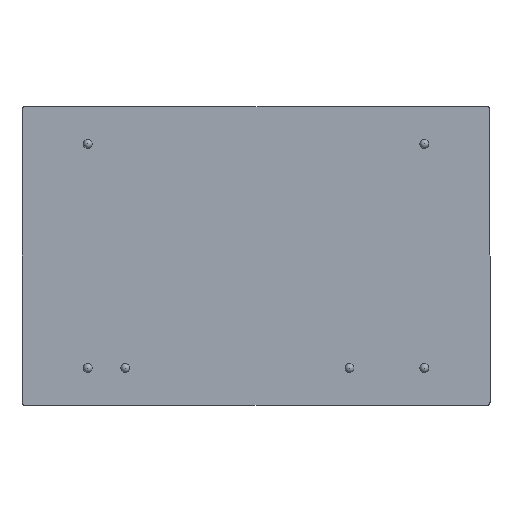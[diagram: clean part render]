
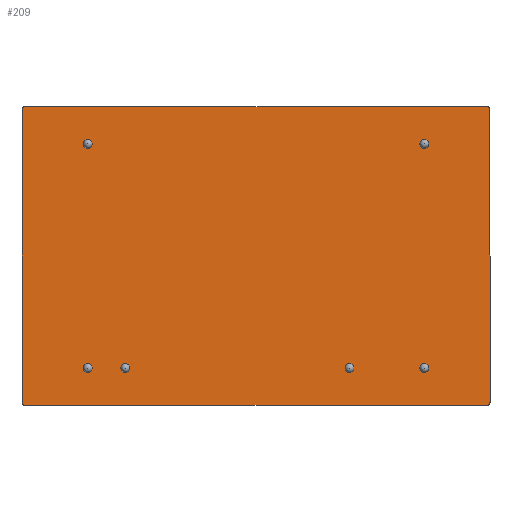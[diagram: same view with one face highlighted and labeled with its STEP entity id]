
A CAD part, front view. The second image highlights one B-rep face of the part: STEP entity #209.
In plain terms, the highlighted planar face has unit normal (0, -1, 0).
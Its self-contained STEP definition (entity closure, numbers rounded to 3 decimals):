
#6 = ORIENTED_EDGE ( 'NONE', *, *, #227, .F. ) ;
#8 = DIRECTION ( 'NONE',  ( -1., 0., 0. ) ) ;
#20 = CARTESIAN_POINT ( 'NONE',  ( -15.9, 0., -9.95 ) ) ;
#54 = ORIENTED_EDGE ( 'NONE', *, *, #62, .F. ) ;
#61 =( BOUNDED_CURVE ( )  B_SPLINE_CURVE ( 3, ( #618, #397, #633, #556 ),
 .UNSPECIFIED., .F., .F. ) 
 B_SPLINE_CURVE_WITH_KNOTS ( ( 4, 4 ),
 ( 5.498, 7.068 ),
 .UNSPECIFIED. ) 
 CURVE ( )  GEOMETRIC_REPRESENTATION_ITEM ( )  RATIONAL_B_SPLINE_CURVE ( ( 1., 0.805, 0.805, 1. ) ) 
 REPRESENTATION_ITEM ( '' )  );
#62 = EDGE_CURVE ( 'NONE', #112, #112, #463, .T. ) ;
#71 = EDGE_CURVE ( 'NONE', #893, #893, #734, .T. ) ;
#76 = EDGE_CURVE ( 'NONE', #460, #304, #375, .T. ) ;
#77 = VECTOR ( 'NONE', #471, 1000. ) ;
#83 = CARTESIAN_POINT ( 'NONE',  ( 15.7, 0., -10.15 ) ) ;
#93 = VERTEX_POINT ( 'NONE', #546 ) ;
#102 = DIRECTION ( 'NONE',  ( 0., 0., 1. ) ) ;
#108 = FACE_OUTER_BOUND ( 'NONE', #767, .T. ) ;
#112 = VERTEX_POINT ( 'NONE', #501 ) ;
#129 = EDGE_CURVE ( 'NONE', #499, #499, #638, .T. ) ;
#161 = VECTOR ( 'NONE', #8, 1000. ) ;
#170 = VERTEX_POINT ( 'NONE', #822 ) ;
#176 = EDGE_CURVE ( 'NONE', #286, #286, #215, .T. ) ;
#192 = AXIS2_PLACEMENT_3D ( 'NONE', #331, #411, #102 ) ;
#197 = VERTEX_POINT ( 'NONE', #902 ) ;
#207 = EDGE_LOOP ( 'NONE', ( #758 ) ) ;
#209 = ADVANCED_FACE ( 'NONE', ( #300, #350, #517, #479, #470, #233, #108 ), #706, .F. ) ;
#214 = ORIENTED_EDGE ( 'NONE', *, *, #903, .T. ) ;
#215 = CIRCLE ( 'NONE', #854, 0.3 ) ;
#224 = CARTESIAN_POINT ( 'NONE',  ( 15.9, 0., -9.95 ) ) ;
#227 = EDGE_CURVE ( 'NONE', #537, #197, #512, .T. ) ;
#233 = FACE_BOUND ( 'NONE', #728, .T. ) ;
#234 = CARTESIAN_POINT ( 'NONE',  ( -15.7, 0., 10.15 ) ) ;
#236 = DIRECTION ( 'NONE',  ( 0., 0., 1. ) ) ;
#238 = CARTESIAN_POINT ( 'NONE',  ( -15.7, 0., 10.15 ) ) ;
#239 = CARTESIAN_POINT ( 'NONE',  ( 0., 0., 0. ) ) ;
#243 = EDGE_LOOP ( 'NONE', ( #776 ) ) ;
#245 = EDGE_CURVE ( 'NONE', #93, #93, #875, .T. ) ;
#252 = EDGE_CURVE ( 'NONE', #379, #518, #713, .T. ) ;
#257 = ORIENTED_EDGE ( 'NONE', *, *, #644, .F. ) ;
#268 = ORIENTED_EDGE ( 'NONE', *, *, #71, .F. ) ;
#273 = VECTOR ( 'NONE', #236, 1000. ) ;
#282 = CARTESIAN_POINT ( 'NONE',  ( -15.9, 0., -10.067 ) ) ;
#285 = CARTESIAN_POINT ( 'NONE',  ( -15.9, 0., -9.95 ) ) ;
#286 = VERTEX_POINT ( 'NONE', #531 ) ;
#294 =( BOUNDED_CURVE ( )  B_SPLINE_CURVE ( 3, ( #238, #836, #810, #901 ),
 .UNSPECIFIED., .F., .T. ) 
 B_SPLINE_CURVE_WITH_KNOTS ( ( 4, 4 ),
 ( 5.498, 7.068 ),
 .UNSPECIFIED. ) 
 CURVE ( )  GEOMETRIC_REPRESENTATION_ITEM ( )  RATIONAL_B_SPLINE_CURVE ( ( 1., 0.805, 0.805, 1. ) ) 
 REPRESENTATION_ITEM ( '' )  );
#296 = EDGE_CURVE ( 'NONE', #170, #197, #61, .T. ) ;
#298 = DIRECTION ( 'NONE',  ( 0., 0., 1. ) ) ;
#300 = FACE_BOUND ( 'NONE', #207, .T. ) ;
#304 = VERTEX_POINT ( 'NONE', #224 ) ;
#306 = DIRECTION ( 'NONE',  ( 0., -1., 0. ) ) ;
#312 = CARTESIAN_POINT ( 'NONE',  ( 11.43, 0., -7.62 ) ) ;
#331 = CARTESIAN_POINT ( 'NONE',  ( -8.89, 0., -7.62 ) ) ;
#333 = ORIENTED_EDGE ( 'NONE', *, *, #176, .F. ) ;
#338 = EDGE_CURVE ( 'NONE', #870, #870, #428, .T. ) ;
#341 = DIRECTION ( 'NONE',  ( 0., 0., 1. ) ) ;
#344 = CARTESIAN_POINT ( 'NONE',  ( -15.817, 0., -10.15 ) ) ;
#346 = ORIENTED_EDGE ( 'NONE', *, *, #686, .F. ) ;
#348 = CARTESIAN_POINT ( 'NONE',  ( -15.7, 0., -10.15 ) ) ;
#349 = ORIENTED_EDGE ( 'NONE', *, *, #76, .T. ) ;
#350 = FACE_BOUND ( 'NONE', #243, .T. ) ;
#351 = CARTESIAN_POINT ( 'NONE',  ( -15.7, 0., -10.15 ) ) ;
#375 =( BOUNDED_CURVE ( )  B_SPLINE_CURVE ( 3, ( #663, #519, #660, #671 ),
 .UNSPECIFIED., .F., .T. ) 
 B_SPLINE_CURVE_WITH_KNOTS ( ( 4, 4 ),
 ( 5.498, 7.068 ),
 .UNSPECIFIED. ) 
 CURVE ( )  GEOMETRIC_REPRESENTATION_ITEM ( )  RATIONAL_B_SPLINE_CURVE ( ( 1., 0.805, 0.805, 1. ) ) 
 REPRESENTATION_ITEM ( '' )  );
#379 = VERTEX_POINT ( 'NONE', #20 ) ;
#392 = CARTESIAN_POINT ( 'NONE',  ( -15.9, 0., -10.15 ) ) ;
#397 = CARTESIAN_POINT ( 'NONE',  ( 15.9, 0., 10.067 ) ) ;
#411 = DIRECTION ( 'NONE',  ( 0., -1., 0. ) ) ;
#417 = CARTESIAN_POINT ( 'NONE',  ( 6.35, 0., -7.32 ) ) ;
#421 = CARTESIAN_POINT ( 'NONE',  ( -15.9, 0., 9.95 ) ) ;
#423 = DIRECTION ( 'NONE',  ( 0., -1., 0. ) ) ;
#428 = CIRCLE ( 'NONE', #192, 0.3 ) ;
#453 = AXIS2_PLACEMENT_3D ( 'NONE', #239, #703, #702 ) ;
#454 =( BOUNDED_CURVE ( )  B_SPLINE_CURVE ( 3, ( #285, #282, #344, #351 ),
 .UNSPECIFIED., .F., .F. ) 
 B_SPLINE_CURVE_WITH_KNOTS ( ( 4, 4 ),
 ( 5.498, 7.068 ),
 .UNSPECIFIED. ) 
 CURVE ( )  GEOMETRIC_REPRESENTATION_ITEM ( )  RATIONAL_B_SPLINE_CURVE ( ( 1., 0.805, 0.805, 1. ) ) 
 REPRESENTATION_ITEM ( '' )  );
#460 = VERTEX_POINT ( 'NONE', #83 ) ;
#463 = CIRCLE ( 'NONE', #594, 0.3 ) ;
#465 = DIRECTION ( 'NONE',  ( 1., 0., 0. ) ) ;
#470 = FACE_BOUND ( 'NONE', #745, .T. ) ;
#471 = DIRECTION ( 'NONE',  ( 0., 0., -1. ) ) ;
#472 = CARTESIAN_POINT ( 'NONE',  ( -15.9, 0., 10.15 ) ) ;
#479 = FACE_BOUND ( 'NONE', #746, .T. ) ;
#492 = CARTESIAN_POINT ( 'NONE',  ( 15.9, 0., -10.15 ) ) ;
#499 = VERTEX_POINT ( 'NONE', #515 ) ;
#501 = CARTESIAN_POINT ( 'NONE',  ( 11.43, 0., 7.92 ) ) ;
#512 = LINE ( 'NONE', #472, #928 ) ;
#514 = ORIENTED_EDGE ( 'NONE', *, *, #296, .T. ) ;
#515 = CARTESIAN_POINT ( 'NONE',  ( -11.43, 0., 7.92 ) ) ;
#517 = FACE_BOUND ( 'NONE', #709, .T. ) ;
#518 = VERTEX_POINT ( 'NONE', #421 ) ;
#519 = CARTESIAN_POINT ( 'NONE',  ( 15.817, 0., -10.15 ) ) ;
#527 = ORIENTED_EDGE ( 'NONE', *, *, #245, .F. ) ;
#529 = ORIENTED_EDGE ( 'NONE', *, *, #581, .T. ) ;
#531 = CARTESIAN_POINT ( 'NONE',  ( -11.43, 0., -7.32 ) ) ;
#536 = ORIENTED_EDGE ( 'NONE', *, *, #252, .F. ) ;
#537 = VERTEX_POINT ( 'NONE', #234 ) ;
#538 = AXIS2_PLACEMENT_3D ( 'NONE', #599, #606, #609 ) ;
#546 = CARTESIAN_POINT ( 'NONE',  ( 11.43, 0., -7.32 ) ) ;
#556 = CARTESIAN_POINT ( 'NONE',  ( 15.7, 0., 10.15 ) ) ;
#563 = CARTESIAN_POINT ( 'NONE',  ( -8.89, 0., -7.32 ) ) ;
#568 = CARTESIAN_POINT ( 'NONE',  ( 11.43, 0., 7.62 ) ) ;
#576 = AXIS2_PLACEMENT_3D ( 'NONE', #914, #423, #341 ) ;
#577 = DIRECTION ( 'NONE',  ( 0., -1., 0. ) ) ;
#581 = EDGE_CURVE ( 'NONE', #537, #518, #294, .T. ) ;
#583 = DIRECTION ( 'NONE',  ( 0., 0., 1. ) ) ;
#594 = AXIS2_PLACEMENT_3D ( 'NONE', #568, #577, #583 ) ;
#599 = CARTESIAN_POINT ( 'NONE',  ( 6.35, 0., -7.62 ) ) ;
#606 = DIRECTION ( 'NONE',  ( 0., -1., 0. ) ) ;
#609 = DIRECTION ( 'NONE',  ( 0., 0., 1. ) ) ;
#616 = CARTESIAN_POINT ( 'NONE',  ( -15.9, 0., -10.15 ) ) ;
#618 = CARTESIAN_POINT ( 'NONE',  ( 15.9, 0., 9.95 ) ) ;
#633 = CARTESIAN_POINT ( 'NONE',  ( 15.817, 0., 10.15 ) ) ;
#638 = CIRCLE ( 'NONE', #576, 0.3 ) ;
#644 = EDGE_CURVE ( 'NONE', #460, #778, #929, .T. ) ;
#660 = CARTESIAN_POINT ( 'NONE',  ( 15.9, 0., -10.067 ) ) ;
#663 = CARTESIAN_POINT ( 'NONE',  ( 15.7, 0., -10.15 ) ) ;
#671 = CARTESIAN_POINT ( 'NONE',  ( 15.9, 0., -9.95 ) ) ;
#686 = EDGE_CURVE ( 'NONE', #170, #304, #855, .T. ) ;
#702 = DIRECTION ( 'NONE',  ( 0., 0., 1. ) ) ;
#703 = DIRECTION ( 'NONE',  ( 0., 1., 0. ) ) ;
#706 = PLANE ( 'NONE',  #453 ) ;
#709 = EDGE_LOOP ( 'NONE', ( #54 ) ) ;
#713 = LINE ( 'NONE', #392, #273 ) ;
#728 = EDGE_LOOP ( 'NONE', ( #333 ) ) ;
#734 = CIRCLE ( 'NONE', #538, 0.3 ) ;
#745 = EDGE_LOOP ( 'NONE', ( #268 ) ) ;
#746 = EDGE_LOOP ( 'NONE', ( #527 ) ) ;
#758 = ORIENTED_EDGE ( 'NONE', *, *, #338, .F. ) ;
#767 = EDGE_LOOP ( 'NONE', ( #536, #214, #257, #349, #346, #514, #6, #529 ) ) ;
#773 = DIRECTION ( 'NONE',  ( 0., -1., 0. ) ) ;
#776 = ORIENTED_EDGE ( 'NONE', *, *, #129, .F. ) ;
#778 = VERTEX_POINT ( 'NONE', #348 ) ;
#783 = CARTESIAN_POINT ( 'NONE',  ( -11.43, 0., -7.62 ) ) ;
#810 = CARTESIAN_POINT ( 'NONE',  ( -15.9, 0., 10.067 ) ) ;
#822 = CARTESIAN_POINT ( 'NONE',  ( 15.9, 0., 9.95 ) ) ;
#833 = DIRECTION ( 'NONE',  ( 0., 0., 1. ) ) ;
#836 = CARTESIAN_POINT ( 'NONE',  ( -15.817, 0., 10.15 ) ) ;
#854 = AXIS2_PLACEMENT_3D ( 'NONE', #783, #773, #833 ) ;
#855 = LINE ( 'NONE', #492, #77 ) ;
#870 = VERTEX_POINT ( 'NONE', #563 ) ;
#875 = CIRCLE ( 'NONE', #880, 0.3 ) ;
#880 = AXIS2_PLACEMENT_3D ( 'NONE', #312, #306, #298 ) ;
#893 = VERTEX_POINT ( 'NONE', #417 ) ;
#901 = CARTESIAN_POINT ( 'NONE',  ( -15.9, 0., 9.95 ) ) ;
#902 = CARTESIAN_POINT ( 'NONE',  ( 15.7, 0., 10.15 ) ) ;
#903 = EDGE_CURVE ( 'NONE', #379, #778, #454, .T. ) ;
#914 = CARTESIAN_POINT ( 'NONE',  ( -11.43, 0., 7.62 ) ) ;
#928 = VECTOR ( 'NONE', #465, 1000. ) ;
#929 = LINE ( 'NONE', #616, #161 ) ;
